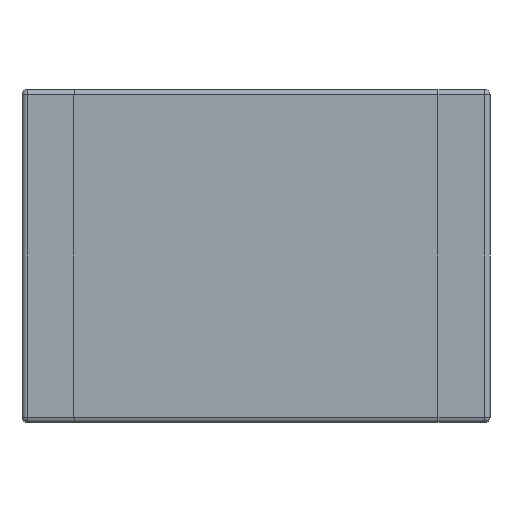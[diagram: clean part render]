
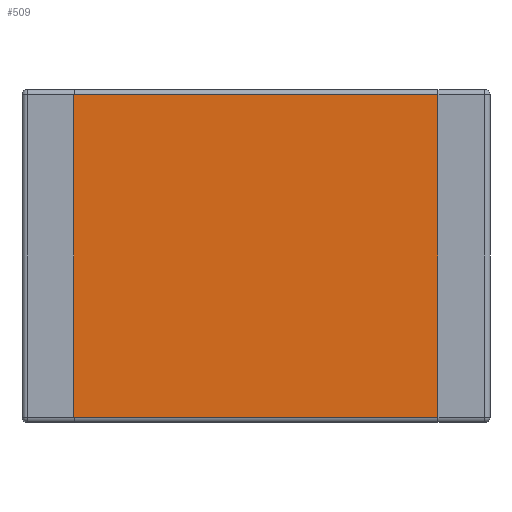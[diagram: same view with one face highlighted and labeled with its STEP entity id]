
A CAD part, front view. The second image highlights one B-rep face of the part: STEP entity #509.
In plain terms, the highlighted planar face has unit normal (0, -1, 0).
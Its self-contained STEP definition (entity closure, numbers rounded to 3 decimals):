
#501 = EDGE_CURVE ( 'NONE', #580, #561, #888, .T. ) ;
#502 = EDGE_CURVE ( 'NONE', #558, #637, #938, .T. ) ;
#503 = ORIENTED_EDGE ( 'NONE', *, *, #502, .T. ) ;
#505 = ORIENTED_EDGE ( 'NONE', *, *, #562, .F. ) ;
#509 = ADVANCED_FACE ( 'NONE', ( #970 ), #955, .T. ) ;
#524 = EDGE_LOOP ( 'NONE', ( #560, #573, #505, #503 ) ) ;
#558 = VERTEX_POINT ( 'NONE', #1129 ) ;
#560 = ORIENTED_EDGE ( 'NONE', *, *, #572, .F. ) ;
#561 = VERTEX_POINT ( 'NONE', #1123 ) ;
#562 = EDGE_CURVE ( 'NONE', #558, #561, #1122, .T. ) ;
#572 = EDGE_CURVE ( 'NONE', #580, #637, #1147, .T. ) ;
#573 = ORIENTED_EDGE ( 'NONE', *, *, #501, .T. ) ;
#580 = VERTEX_POINT ( 'NONE', #1169 ) ;
#637 = VERTEX_POINT ( 'NONE', #1279 ) ;
#885 = DIRECTION ( 'NONE',  ( 1., 0., 0. ) ) ;
#886 = VECTOR ( 'NONE', #885, 1000. ) ;
#887 = CARTESIAN_POINT ( 'NONE',  ( 2.25, 0., -1.55 ) ) ;
#888 = LINE ( 'NONE', #887, #886 ) ;
#935 = DIRECTION ( 'NONE',  ( -1., 0., 0. ) ) ;
#936 = VECTOR ( 'NONE', #935, 1000. ) ;
#937 = CARTESIAN_POINT ( 'NONE',  ( -2.25, 0., 1.55 ) ) ;
#938 = LINE ( 'NONE', #937, #936 ) ;
#949 = DIRECTION ( 'NONE',  ( 0., 0., -1. ) ) ;
#950 = DIRECTION ( 'NONE',  ( 0., -1., 0. ) ) ;
#951 = CARTESIAN_POINT ( 'NONE',  ( 2.25, 0., -1.6 ) ) ;
#952 = AXIS2_PLACEMENT_3D ( 'NONE', #951, #950, #949 ) ;
#955 = PLANE ( 'NONE',  #952 ) ;
#970 = FACE_OUTER_BOUND ( 'NONE', #524, .T. ) ;
#1119 = DIRECTION ( 'NONE',  ( 0., 0., -1. ) ) ;
#1120 = VECTOR ( 'NONE', #1119, 1000. ) ;
#1121 = CARTESIAN_POINT ( 'NONE',  ( 1.75, 0., -1.6 ) ) ;
#1122 = LINE ( 'NONE', #1121, #1120 ) ;
#1123 = CARTESIAN_POINT ( 'NONE',  ( 1.75, 0., -1.55 ) ) ;
#1129 = CARTESIAN_POINT ( 'NONE',  ( 1.75, 0., 1.55 ) ) ;
#1144 = DIRECTION ( 'NONE',  ( 0., 0., 1. ) ) ;
#1145 = VECTOR ( 'NONE', #1144, 1000. ) ;
#1146 = CARTESIAN_POINT ( 'NONE',  ( -1.75, 0., -1.6 ) ) ;
#1147 = LINE ( 'NONE', #1146, #1145 ) ;
#1169 = CARTESIAN_POINT ( 'NONE',  ( -1.75, 0., -1.55 ) ) ;
#1279 = CARTESIAN_POINT ( 'NONE',  ( -1.75, 0., 1.55 ) ) ;
